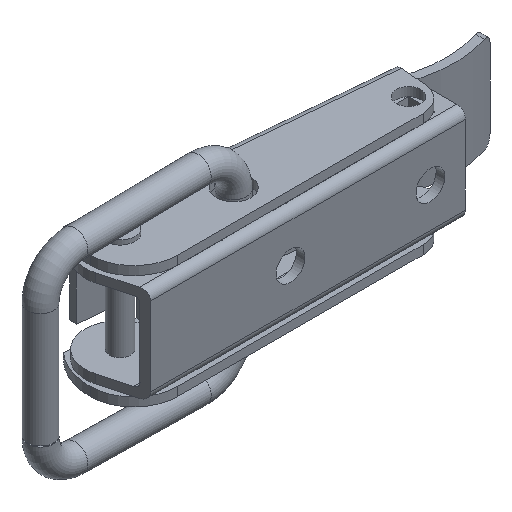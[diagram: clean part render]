
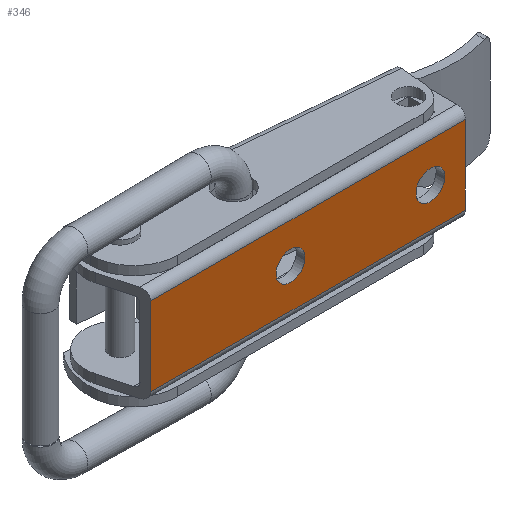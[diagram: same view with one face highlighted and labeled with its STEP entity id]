
A CAD part, isometric view. The second image highlights one B-rep face of the part: STEP entity #346.
In plain terms, the highlighted planar face has unit normal (0, -1, 0).
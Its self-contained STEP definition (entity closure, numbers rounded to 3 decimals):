
#346 = ADVANCED_FACE( '', ( #697, #698, #699 ), #700, .F. );
#697 = FACE_BOUND( '', #1081, .T. );
#698 = FACE_BOUND( '', #1082, .T. );
#699 = FACE_OUTER_BOUND( '', #1083, .T. );
#700 = PLANE( '', #1084 );
#1081 = EDGE_LOOP( '', ( #1867 ) );
#1082 = EDGE_LOOP( '', ( #1868 ) );
#1083 = EDGE_LOOP( '', ( #1869, #1870, #1871, #1872 ) );
#1084 = AXIS2_PLACEMENT_3D( '', #1873, #1874, #1875 );
#1867 = ORIENTED_EDGE( '', *, *, #2291, .T. );
#1868 = ORIENTED_EDGE( '', *, *, #2169, .T. );
#1869 = ORIENTED_EDGE( '', *, *, #2204, .T. );
#1870 = ORIENTED_EDGE( '', *, *, #2167, .F. );
#1871 = ORIENTED_EDGE( '', *, *, #2284, .F. );
#1872 = ORIENTED_EDGE( '', *, *, #2147, .T. );
#1873 = CARTESIAN_POINT( '', ( 33.5, -6., 4.5 ) );
#1874 = DIRECTION( '', ( 0., 1., 0. ) );
#1875 = DIRECTION( '', ( 0., 0., 1. ) );
#2147 = EDGE_CURVE( '', #2582, #2580, #2583, .T. );
#2167 = EDGE_CURVE( '', #2611, #2606, #2613, .T. );
#2169 = EDGE_CURVE( '', #2615, #2615, #2616, .T. );
#2204 = EDGE_CURVE( '', #2580, #2606, #2663, .T. );
#2284 = EDGE_CURVE( '', #2582, #2611, #2766, .T. );
#2291 = EDGE_CURVE( '', #2773, #2773, #2774, .T. );
#2580 = VERTEX_POINT( '', #3168 );
#2582 = VERTEX_POINT( '', #3170 );
#2583 = LINE( '', #3171, #3172 );
#2606 = VERTEX_POINT( '', #3201 );
#2611 = VERTEX_POINT( '', #3208 );
#2613 = LINE( '', #3210, #3211 );
#2615 = VERTEX_POINT( '', #3213 );
#2616 = CIRCLE( '', #3214, 1.65 );
#2663 = LINE( '', #3287, #3288 );
#2766 = LINE( '', #3467, #3468 );
#2773 = VERTEX_POINT( '', #3477 );
#2774 = CIRCLE( '', #3478, 1.65 );
#3168 = CARTESIAN_POINT( '', ( -2.5, -6., 4.5 ) );
#3170 = CARTESIAN_POINT( '', ( 33.5, -6., 4.5 ) );
#3171 = CARTESIAN_POINT( '', ( 33.5, -6., 4.5 ) );
#3172 = VECTOR( '', #3714, 1000. );
#3201 = CARTESIAN_POINT( '', ( -2.5, -6., -4.5 ) );
#3208 = CARTESIAN_POINT( '', ( 33.5, -6., -4.5 ) );
#3210 = CARTESIAN_POINT( '', ( 33.5, -6., -4.5 ) );
#3211 = VECTOR( '', #3741, 1000. );
#3213 = CARTESIAN_POINT( '', ( 31.15, -6., 0. ) );
#3214 = AXIS2_PLACEMENT_3D( '', #3742, #3743, #3744 );
#3287 = CARTESIAN_POINT( '', ( -2.5, -6., 7. ) );
#3288 = VECTOR( '', #3777, 1000. );
#3467 = CARTESIAN_POINT( '', ( 33.5, -6., 4.5 ) );
#3468 = VECTOR( '', #3854, 1000. );
#3477 = CARTESIAN_POINT( '', ( 15.15, -6., 0. ) );
#3478 = AXIS2_PLACEMENT_3D( '', #3857, #3858, #3859 );
#3714 = DIRECTION( '', ( -1., 0., 0. ) );
#3741 = DIRECTION( '', ( -1., 0., 0. ) );
#3742 = CARTESIAN_POINT( '', ( 29.5, -6., 0. ) );
#3743 = DIRECTION( '', ( 0., 1., 0. ) );
#3744 = DIRECTION( '', ( 1., 0., 0. ) );
#3777 = DIRECTION( '', ( 0., 0., -1. ) );
#3854 = DIRECTION( '', ( 0., 0., -1. ) );
#3857 = CARTESIAN_POINT( '', ( 13.5, -6., 0. ) );
#3858 = DIRECTION( '', ( 0., 1., 0. ) );
#3859 = DIRECTION( '', ( 1., 0., 0. ) );
